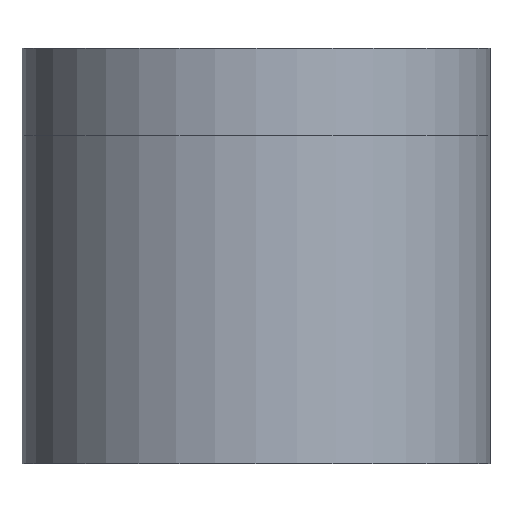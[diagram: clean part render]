
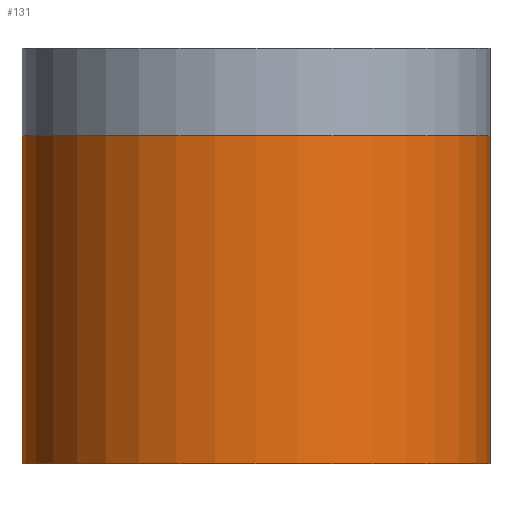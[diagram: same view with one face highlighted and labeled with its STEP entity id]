
A CAD part, front view. The second image highlights one B-rep face of the part: STEP entity #131.
In plain terms, the highlighted cylindrical face has radius 5.35 mm (diameter 10.7 mm), a full revolution.
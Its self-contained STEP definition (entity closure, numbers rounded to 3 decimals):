
#19=CYLINDRICAL_SURFACE('',#158,5.35);
#36=FACE_BOUND('',#64,.T.);
#46=FACE_OUTER_BOUND('',#63,.T.);
#63=EDGE_LOOP('',(#113));
#64=EDGE_LOOP('',(#114));
#77=CIRCLE('',#159,5.35);
#78=CIRCLE('',#160,5.35);
#87=VERTEX_POINT('',#230);
#88=VERTEX_POINT('',#232);
#97=EDGE_CURVE('',#87,#87,#77,.T.);
#98=EDGE_CURVE('',#88,#88,#78,.T.);
#113=ORIENTED_EDGE('',*,*,#97,.F.);
#114=ORIENTED_EDGE('',*,*,#98,.F.);
#131=ADVANCED_FACE('',(#46,#36),#19,.T.);
#158=AXIS2_PLACEMENT_3D('',#229,#195,#196);
#159=AXIS2_PLACEMENT_3D('',#231,#197,#198);
#160=AXIS2_PLACEMENT_3D('',#233,#199,#200);
#195=DIRECTION('center_axis',(0.,0.,1.));
#196=DIRECTION('ref_axis',(-1.,0.,0.));
#197=DIRECTION('center_axis',(0.,0.,1.));
#198=DIRECTION('ref_axis',(-1.,0.,0.));
#199=DIRECTION('center_axis',(0.,0.,-1.));
#200=DIRECTION('ref_axis',(-1.,0.,0.));
#229=CARTESIAN_POINT('Origin',(0.,0.,0.));
#230=CARTESIAN_POINT('',(5.35,0.,7.5));
#231=CARTESIAN_POINT('Origin',(0.,0.,7.5));
#232=CARTESIAN_POINT('',(5.35,0.,0.));
#233=CARTESIAN_POINT('Origin',(0.,0.,0.));
